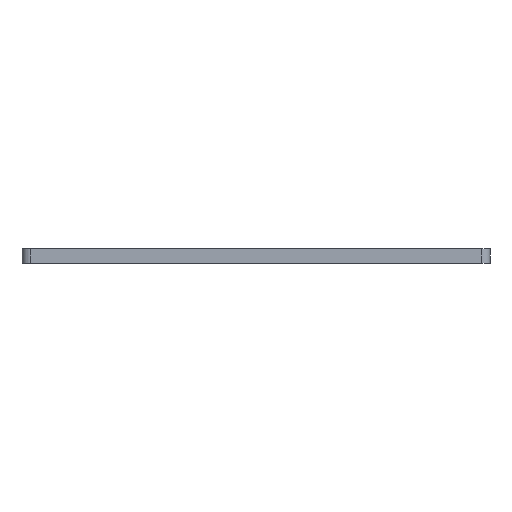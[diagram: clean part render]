
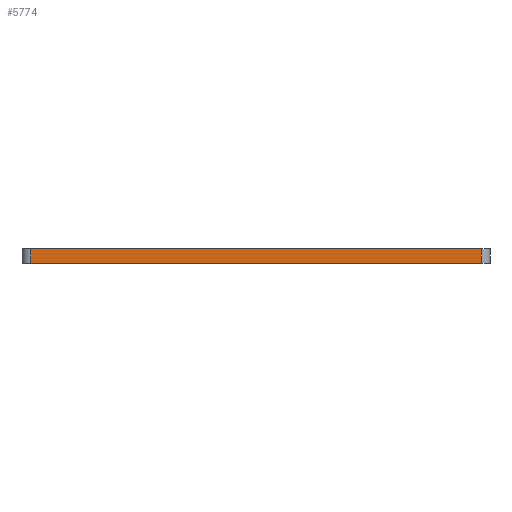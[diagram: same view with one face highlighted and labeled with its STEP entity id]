
A CAD part, left-side view. The second image highlights one B-rep face of the part: STEP entity #5774.
In plain terms, the highlighted planar face has unit normal (-1, 0, 0).
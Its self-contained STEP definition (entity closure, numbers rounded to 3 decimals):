
#83 = PLANE('',#84);
#84 = AXIS2_PLACEMENT_3D('',#85,#86,#87);
#85 = CARTESIAN_POINT('',(147.846,-105.101,1.6));
#86 = DIRECTION('',(-0.,-0.,-1.));
#87 = DIRECTION('',(-1.,0.,0.));
#137 = PLANE('',#138);
#138 = AXIS2_PLACEMENT_3D('',#139,#140,#141);
#139 = CARTESIAN_POINT('',(147.846,-105.101,0.));
#140 = DIRECTION('',(-0.,-0.,-1.));
#141 = DIRECTION('',(-1.,0.,0.));
#391 = VERTEX_POINT('',#392);
#392 = CARTESIAN_POINT('',(114.211,-130.674,0.));
#411 = CYLINDRICAL_SURFACE('',#412,1.);
#412 = AXIS2_PLACEMENT_3D('',#413,#414,#415);
#413 = CARTESIAN_POINT('',(115.211,-130.674,0.));
#414 = DIRECTION('',(-0.,-0.,-1.));
#415 = DIRECTION('',(1.,0.,-0.));
#423 = EDGE_CURVE('',#391,#424,#426,.T.);
#424 = VERTEX_POINT('',#425);
#425 = CARTESIAN_POINT('',(114.211,-79.334,0.));
#426 = SURFACE_CURVE('',#427,(#431,#438),.PCURVE_S1.);
#427 = LINE('',#428,#429);
#428 = CARTESIAN_POINT('',(114.211,-130.674,0.));
#429 = VECTOR('',#430,1.);
#430 = DIRECTION('',(0.,1.,0.));
#431 = PCURVE('',#137,#432);
#432 = DEFINITIONAL_REPRESENTATION('',(#433),#437);
#433 = LINE('',#434,#435);
#434 = CARTESIAN_POINT('',(33.635,-25.572));
#435 = VECTOR('',#436,1.);
#436 = DIRECTION('',(0.,1.));
#437 = ( GEOMETRIC_REPRESENTATION_CONTEXT(2) 
PARAMETRIC_REPRESENTATION_CONTEXT() REPRESENTATION_CONTEXT('2D SPACE',''
  ) );
#438 = PCURVE('',#439,#444);
#439 = PLANE('',#440);
#440 = AXIS2_PLACEMENT_3D('',#441,#442,#443);
#441 = CARTESIAN_POINT('',(114.211,-130.674,0.));
#442 = DIRECTION('',(-1.,0.,0.));
#443 = DIRECTION('',(0.,1.,0.));
#444 = DEFINITIONAL_REPRESENTATION('',(#445),#449);
#445 = LINE('',#446,#447);
#446 = CARTESIAN_POINT('',(0.,0.));
#447 = VECTOR('',#448,1.);
#448 = DIRECTION('',(1.,0.));
#449 = ( GEOMETRIC_REPRESENTATION_CONTEXT(2) 
PARAMETRIC_REPRESENTATION_CONTEXT() REPRESENTATION_CONTEXT('2D SPACE',''
  ) );
#472 = CYLINDRICAL_SURFACE('',#473,1.);
#473 = AXIS2_PLACEMENT_3D('',#474,#475,#476);
#474 = CARTESIAN_POINT('',(115.211,-79.334,0.));
#475 = DIRECTION('',(-0.,-0.,-1.));
#476 = DIRECTION('',(1.,0.,-0.));
#3215 = VERTEX_POINT('',#3216);
#3216 = CARTESIAN_POINT('',(114.211,-130.674,1.6));
#3242 = EDGE_CURVE('',#3215,#3243,#3245,.T.);
#3243 = VERTEX_POINT('',#3244);
#3244 = CARTESIAN_POINT('',(114.211,-79.334,1.6));
#3245 = SURFACE_CURVE('',#3246,(#3250,#3257),.PCURVE_S1.);
#3246 = LINE('',#3247,#3248);
#3247 = CARTESIAN_POINT('',(114.211,-130.674,1.6));
#3248 = VECTOR('',#3249,1.);
#3249 = DIRECTION('',(0.,1.,0.));
#3250 = PCURVE('',#83,#3251);
#3251 = DEFINITIONAL_REPRESENTATION('',(#3252),#3256);
#3252 = LINE('',#3253,#3254);
#3253 = CARTESIAN_POINT('',(33.635,-25.572));
#3254 = VECTOR('',#3255,1.);
#3255 = DIRECTION('',(0.,1.));
#3256 = ( GEOMETRIC_REPRESENTATION_CONTEXT(2) 
PARAMETRIC_REPRESENTATION_CONTEXT() REPRESENTATION_CONTEXT('2D SPACE',''
  ) );
#3257 = PCURVE('',#439,#3258);
#3258 = DEFINITIONAL_REPRESENTATION('',(#3259),#3263);
#3259 = LINE('',#3260,#3261);
#3260 = CARTESIAN_POINT('',(0.,-1.6));
#3261 = VECTOR('',#3262,1.);
#3262 = DIRECTION('',(1.,0.));
#3263 = ( GEOMETRIC_REPRESENTATION_CONTEXT(2) 
PARAMETRIC_REPRESENTATION_CONTEXT() REPRESENTATION_CONTEXT('2D SPACE',''
  ) );
#5726 = EDGE_CURVE('',#424,#3243,#5727,.T.);
#5727 = SURFACE_CURVE('',#5728,(#5732,#5739),.PCURVE_S1.);
#5728 = LINE('',#5729,#5730);
#5729 = CARTESIAN_POINT('',(114.211,-79.334,0.));
#5730 = VECTOR('',#5731,1.);
#5731 = DIRECTION('',(0.,0.,1.));
#5732 = PCURVE('',#472,#5733);
#5733 = DEFINITIONAL_REPRESENTATION('',(#5734),#5738);
#5734 = LINE('',#5735,#5736);
#5735 = CARTESIAN_POINT('',(-3.141,0.));
#5736 = VECTOR('',#5737,1.);
#5737 = DIRECTION('',(-0.,-1.));
#5738 = ( GEOMETRIC_REPRESENTATION_CONTEXT(2) 
PARAMETRIC_REPRESENTATION_CONTEXT() REPRESENTATION_CONTEXT('2D SPACE',''
  ) );
#5739 = PCURVE('',#439,#5740);
#5740 = DEFINITIONAL_REPRESENTATION('',(#5741),#5745);
#5741 = LINE('',#5742,#5743);
#5742 = CARTESIAN_POINT('',(51.34,0.));
#5743 = VECTOR('',#5744,1.);
#5744 = DIRECTION('',(0.,-1.));
#5745 = ( GEOMETRIC_REPRESENTATION_CONTEXT(2) 
PARAMETRIC_REPRESENTATION_CONTEXT() REPRESENTATION_CONTEXT('2D SPACE',''
  ) );
#5751 = EDGE_CURVE('',#391,#3215,#5752,.T.);
#5752 = SURFACE_CURVE('',#5753,(#5757,#5764),.PCURVE_S1.);
#5753 = LINE('',#5754,#5755);
#5754 = CARTESIAN_POINT('',(114.211,-130.674,0.));
#5755 = VECTOR('',#5756,1.);
#5756 = DIRECTION('',(0.,0.,1.));
#5757 = PCURVE('',#411,#5758);
#5758 = DEFINITIONAL_REPRESENTATION('',(#5759),#5763);
#5759 = LINE('',#5760,#5761);
#5760 = CARTESIAN_POINT('',(-3.141,0.));
#5761 = VECTOR('',#5762,1.);
#5762 = DIRECTION('',(-0.,-1.));
#5763 = ( GEOMETRIC_REPRESENTATION_CONTEXT(2) 
PARAMETRIC_REPRESENTATION_CONTEXT() REPRESENTATION_CONTEXT('2D SPACE',''
  ) );
#5764 = PCURVE('',#439,#5765);
#5765 = DEFINITIONAL_REPRESENTATION('',(#5766),#5770);
#5766 = LINE('',#5767,#5768);
#5767 = CARTESIAN_POINT('',(0.,0.));
#5768 = VECTOR('',#5769,1.);
#5769 = DIRECTION('',(0.,-1.));
#5770 = ( GEOMETRIC_REPRESENTATION_CONTEXT(2) 
PARAMETRIC_REPRESENTATION_CONTEXT() REPRESENTATION_CONTEXT('2D SPACE',''
  ) );
#5774 = ADVANCED_FACE('',(#5775),#439,.T.);
#5775 = FACE_BOUND('',#5776,.T.);
#5776 = EDGE_LOOP('',(#5777,#5778,#5779,#5780));
#5777 = ORIENTED_EDGE('',*,*,#5751,.T.);
#5778 = ORIENTED_EDGE('',*,*,#3242,.T.);
#5779 = ORIENTED_EDGE('',*,*,#5726,.F.);
#5780 = ORIENTED_EDGE('',*,*,#423,.F.);
